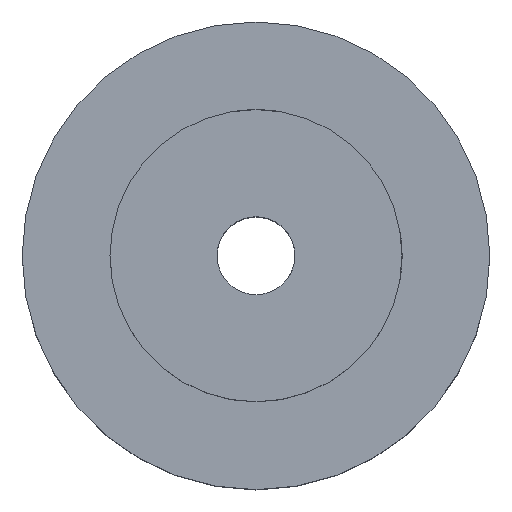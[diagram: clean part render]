
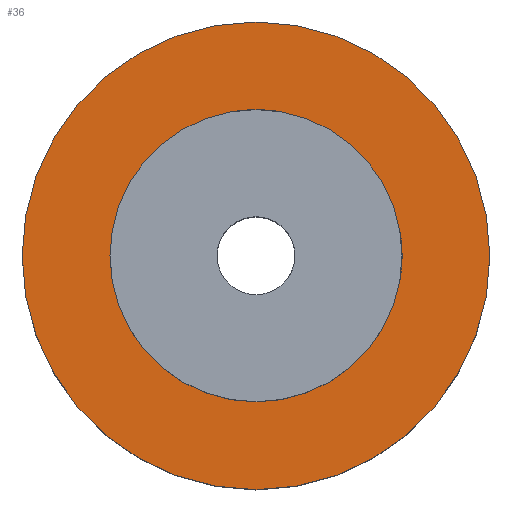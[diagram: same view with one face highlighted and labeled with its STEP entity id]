
A CAD part, top view. The second image highlights one B-rep face of the part: STEP entity #36.
In plain terms, the highlighted planar face has unit normal (0, 0, 1).
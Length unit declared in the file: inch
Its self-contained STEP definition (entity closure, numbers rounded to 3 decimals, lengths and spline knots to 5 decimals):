
#8 = CIRCLE ( 'NONE', #2506, 0.751 ) ;
#36 = ADVANCED_FACE ( 'NONE', ( #4416, #2657 ), #2955, .F. ) ;
#75 = DIRECTION ( 'NONE',  ( 0., 0., 1. ) ) ;
#99 = AXIS2_PLACEMENT_3D ( 'NONE', #4027, #3320, #2978 ) ;
#194 = DIRECTION ( 'NONE',  ( 0., 0., 1. ) ) ;
#262 = CIRCLE ( 'NONE', #523, 0.469 ) ;
#331 = AXIS2_PLACEMENT_3D ( 'NONE', #1269, #4371, #3659 ) ;
#360 = ORIENTED_EDGE ( 'NONE', *, *, #3666, .F. ) ;
#523 = AXIS2_PLACEMENT_3D ( 'NONE', #1590, #194, #3603 ) ;
#548 = VERTEX_POINT ( 'NONE', #3660 ) ;
#639 = CARTESIAN_POINT ( 'NONE',  ( 0.751, 0., 0.1255 ) ) ;
#915 = DIRECTION ( 'NONE',  ( 0., 0., 1. ) ) ;
#979 = VERTEX_POINT ( 'NONE', #1233 ) ;
#1100 = EDGE_LOOP ( 'NONE', ( #360, #1562 ) ) ;
#1233 = CARTESIAN_POINT ( 'NONE',  ( 0.469, 0., 0.1255 ) ) ;
#1269 = CARTESIAN_POINT ( 'NONE',  ( 0., -0.469, 0.1255 ) ) ;
#1562 = ORIENTED_EDGE ( 'NONE', *, *, #1700, .F. ) ;
#1590 = CARTESIAN_POINT ( 'NONE',  ( 0., 0., 0.1255 ) ) ;
#1700 = EDGE_CURVE ( 'NONE', #548, #979, #262, .T. ) ;
#1955 = EDGE_CURVE ( 'NONE', #3460, #2894, #8, .T. ) ;
#2170 = CARTESIAN_POINT ( 'NONE',  ( 0., 0., 0.1255 ) ) ;
#2197 = EDGE_CURVE ( 'NONE', #2894, #3460, #3471, .T. ) ;
#2485 = CARTESIAN_POINT ( 'NONE',  ( 0., 0., 0.1255 ) ) ;
#2506 = AXIS2_PLACEMENT_3D ( 'NONE', #2485, #75, #3847 ) ;
#2648 = AXIS2_PLACEMENT_3D ( 'NONE', #2170, #915, #4014 ) ;
#2657 = FACE_OUTER_BOUND ( 'NONE', #3406, .T. ) ;
#2894 = VERTEX_POINT ( 'NONE', #639 ) ;
#2955 = PLANE ( 'NONE',  #331 ) ;
#2978 = DIRECTION ( 'NONE',  ( 1., 0., 0. ) ) ;
#3320 = DIRECTION ( 'NONE',  ( 0., 0., 1. ) ) ;
#3406 = EDGE_LOOP ( 'NONE', ( #3987, #4223 ) ) ;
#3460 = VERTEX_POINT ( 'NONE', #3926 ) ;
#3471 = CIRCLE ( 'NONE', #2648, 0.751 ) ;
#3603 = DIRECTION ( 'NONE',  ( 1., 0., 0. ) ) ;
#3659 = DIRECTION ( 'NONE',  ( -1., 0., 0. ) ) ;
#3660 = CARTESIAN_POINT ( 'NONE',  ( -0.469, 0., 0.1255 ) ) ;
#3666 = EDGE_CURVE ( 'NONE', #979, #548, #4225, .T. ) ;
#3847 = DIRECTION ( 'NONE',  ( 1., 0., 0. ) ) ;
#3926 = CARTESIAN_POINT ( 'NONE',  ( -0.751, 0., 0.1255 ) ) ;
#3987 = ORIENTED_EDGE ( 'NONE', *, *, #2197, .T. ) ;
#4014 = DIRECTION ( 'NONE',  ( 1., 0., 0. ) ) ;
#4027 = CARTESIAN_POINT ( 'NONE',  ( 0., 0., 0.1255 ) ) ;
#4223 = ORIENTED_EDGE ( 'NONE', *, *, #1955, .T. ) ;
#4225 = CIRCLE ( 'NONE', #99, 0.469 ) ;
#4371 = DIRECTION ( 'NONE',  ( 0., 0., -1. ) ) ;
#4416 = FACE_BOUND ( 'NONE', #1100, .T. ) ;
